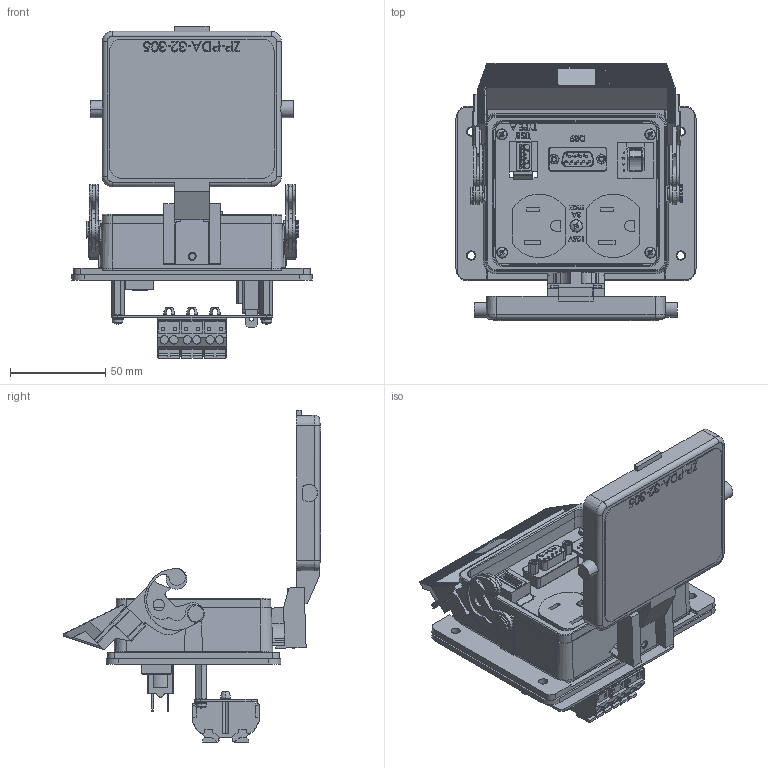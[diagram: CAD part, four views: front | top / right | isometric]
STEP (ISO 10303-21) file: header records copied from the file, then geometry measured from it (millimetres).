
FILE_DESCRIPTION (( 'STEP AP214' ), '1' );
FILE_NAME ('ZP-PDA-32-305.step', '2018-09-05T17:12:49', ( '' ), ( '' ), 'SwSTEP 2.0', 'SolidWorks 2017', '' );
FILE_SCHEMA (( 'AUTOMOTIVE_DESIGN' ));
Length unit declared in the file: inch
Products named in the file (1): ZP-PDA-32-305
Bounding box: 125.98 x 134.96 x 174.16 mm (x, y, z)
Volume: 221795 mm3; surface area: 122425.3 mm2
Topology: 1 solids, 19 shells, 4146 faces, 11012 edges, 7148 vertices
Faces by surface type: plane 2568, cylinder 842, bspline 548, cone 90, torus 84, sphere 14
Entity records: 191503 total; most frequent: CARTESIAN_POINT 55561, ORIENTED_EDGE 22008, DIRECTION 18684, EDGE_CURVE 11004, LINE 7578, VECTOR 7578, VERTEX_POINT 7148, AXIS2_PLACEMENT_3D 5553
